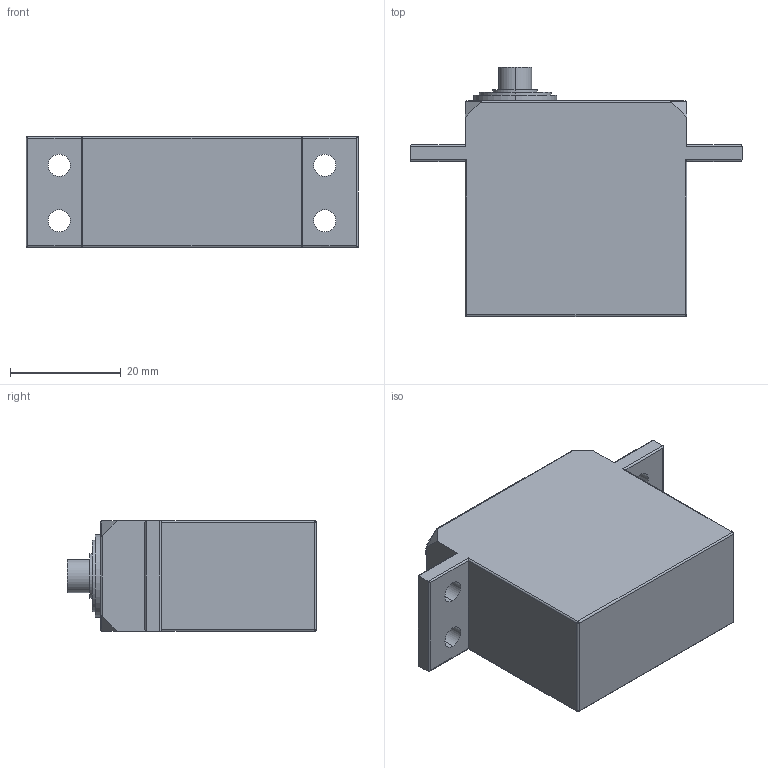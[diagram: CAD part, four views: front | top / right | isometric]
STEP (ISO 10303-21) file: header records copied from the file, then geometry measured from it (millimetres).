
FILE_DESCRIPTION (( 'STEP AP214' ), '1' );
FILE_NAME ('錨璃.STEP', '2025-09-04T04:42:36', ( '' ), ( '' ), 'SwSTEP 2.0', 'SolidWorks 2024', '' );
FILE_SCHEMA (( 'AUTOMOTIVE_DESIGN' ));
Length unit declared in the file: millimetre
Products named in the file (1): 零件
Bounding box: 60 x 45 x 20 mm (x, y, z)
Volume: 32602.9 mm3; surface area: 7319.5 mm2
Topology: 1 solids, 1 shells, 70 faces, 172 edges, 104 vertices
Faces by surface type: cylinder 44, plane 22, sphere 4
Entity records: 2047 total; most frequent: CARTESIAN_POINT 427, ORIENTED_EDGE 336, DIRECTION 330, EDGE_CURVE 168, AXIS2_PLACEMENT_3D 119, VERTEX_POINT 104, VECTOR 92, LINE 92
